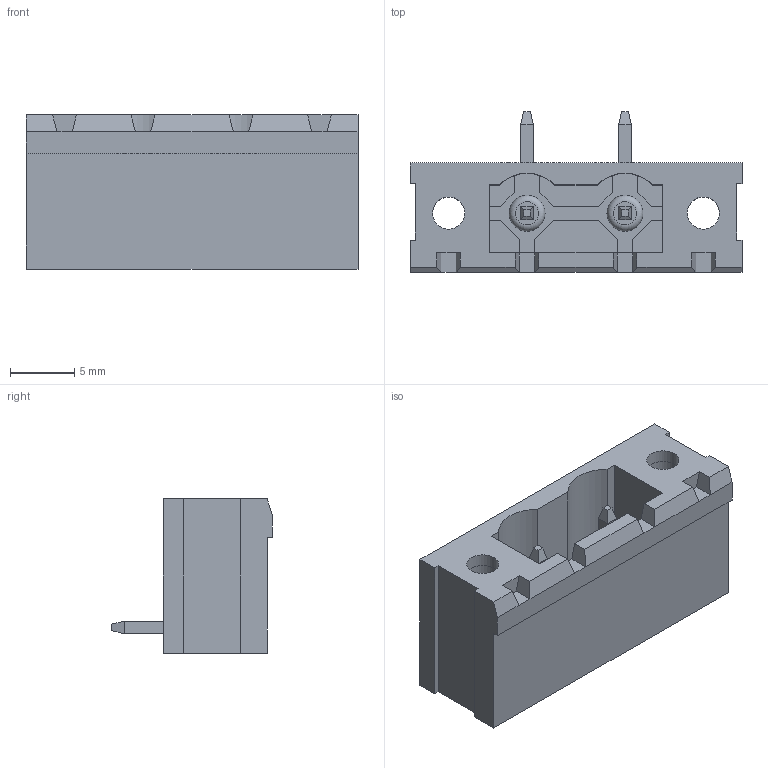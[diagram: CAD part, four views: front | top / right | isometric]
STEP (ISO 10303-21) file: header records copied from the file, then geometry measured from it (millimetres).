
FILE_DESCRIPTION( ( 'Unknown' ), '1' );
FILE_NAME( '69131741002.stp', 'Unknown', ( 'Unknown' ), ( 'Unknown' ), 'PSStep 14.0', 'Unknown', ' ' );
FILE_SCHEMA( ( 'AUTOMOTIVE_DESIGN { 1 0 10303 214 1 1 1 1 }' ) );
Length unit declared in the file: millimetre
Products named in the file (4): Assem1; 691318400002; 6913174100xx_PIN; 6913174100xx_INSERT
Assembly tree (5 placements, depth 2):
  Assem1
    691318400002
    6913174100xx_PIN  x2
    6913174100xx_INSERT  x2
Bounding box: 25.82 x 12.5 x 12 mm (x, y, z)
Volume: 1336.1 mm3; surface area: 2943 mm2
Topology: 5 solids, 5 shells, 201 faces, 528 edges, 343 vertices
Faces by surface type: plane 181, cylinder 14, torus 6
Full cylindrical faces by diameter (mm): 2.5 x4, 2.8 x2
Entity records: 6962 total; most frequent: CARTESIAN_POINT 1187, ORIENTED_EDGE 908, DIRECTION 832, EDGE_CURVE 454, LINE 410, VECTOR 410, VERTEX_POINT 302, AXIS2_PLACEMENT_3D 211
